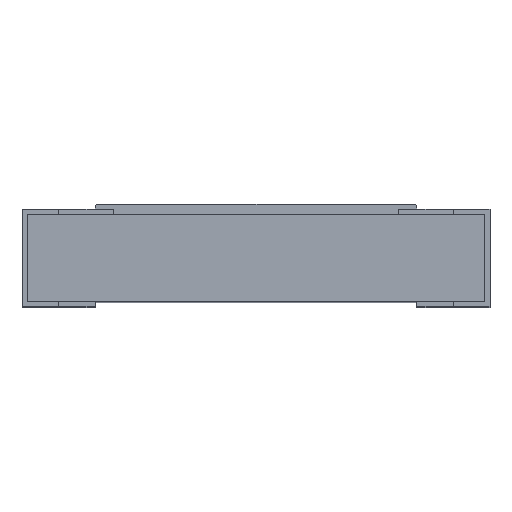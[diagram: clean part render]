
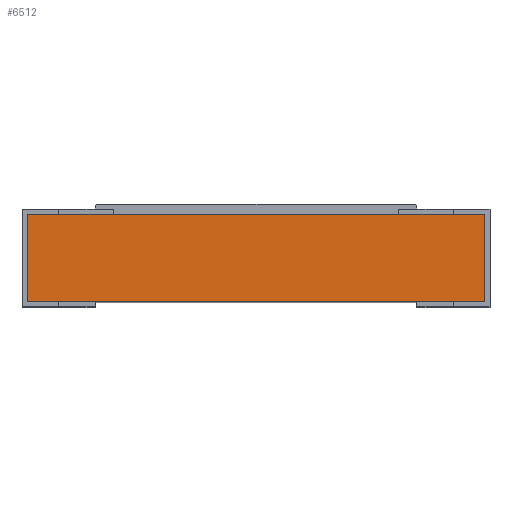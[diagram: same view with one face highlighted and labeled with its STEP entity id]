
A CAD part, top view. The second image highlights one B-rep face of the part: STEP entity #6512.
In plain terms, the highlighted face is planar.
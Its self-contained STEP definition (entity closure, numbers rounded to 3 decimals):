
#97 = DIRECTION ( 'NONE',  ( 0., 0., 1. ) ) ;
#295 = EDGE_LOOP ( 'NONE', ( #3832, #4082, #763, #3323 ) ) ;
#763 = ORIENTED_EDGE ( 'NONE', *, *, #7218, .T. ) ;
#1173 = CARTESIAN_POINT ( 'NONE',  ( 3.2, 0.035, 1.565 ) ) ;
#1518 = CARTESIAN_POINT ( 'NONE',  ( 3.2, 0.035, -1.565 ) ) ;
#1524 = DIRECTION ( 'NONE',  ( 0., -1., 0. ) ) ;
#1594 = LINE ( 'NONE', #4450, #5444 ) ;
#1806 = VERTEX_POINT ( 'NONE', #6171 ) ;
#2108 = EDGE_CURVE ( 'NONE', #5648, #1806, #1594, .T. ) ;
#2207 = LINE ( 'NONE', #1173, #3844 ) ;
#2361 = CARTESIAN_POINT ( 'NONE',  ( 3.2, 0.63, -1.565 ) ) ;
#2747 = VECTOR ( 'NONE', #1524, 1000. ) ;
#2797 = DIRECTION ( 'NONE',  ( 0., 0., -1. ) ) ;
#3316 = EDGE_CURVE ( 'NONE', #7051, #4998, #7042, .T. ) ;
#3323 = ORIENTED_EDGE ( 'NONE', *, *, #3316, .F. ) ;
#3399 = PLANE ( 'NONE',  #5613 ) ;
#3827 = LINE ( 'NONE', #7144, #7270 ) ;
#3832 = ORIENTED_EDGE ( 'NONE', *, *, #6725, .F. ) ;
#3844 = VECTOR ( 'NONE', #2797, 1000. ) ;
#4082 = ORIENTED_EDGE ( 'NONE', *, *, #2108, .T. ) ;
#4450 = CARTESIAN_POINT ( 'NONE',  ( 3.2, 7.754, 1.565 ) ) ;
#4743 = CARTESIAN_POINT ( 'NONE',  ( 3.2, 0.63, 1.565 ) ) ;
#4998 = VERTEX_POINT ( 'NONE', #1518 ) ;
#5123 = FACE_OUTER_BOUND ( 'NONE', #295, .T. ) ;
#5301 = CARTESIAN_POINT ( 'NONE',  ( 3.2, 7.754, -1.565 ) ) ;
#5444 = VECTOR ( 'NONE', #6147, 1000. ) ;
#5564 = DIRECTION ( 'NONE',  ( -1., 0., 0. ) ) ;
#5613 = AXIS2_PLACEMENT_3D ( 'NONE', #6781, #5564, #97 ) ;
#5648 = VERTEX_POINT ( 'NONE', #4743 ) ;
#6034 = DIRECTION ( 'NONE',  ( 0., 0., -1. ) ) ;
#6147 = DIRECTION ( 'NONE',  ( 0., -1., 0. ) ) ;
#6171 = CARTESIAN_POINT ( 'NONE',  ( 3.2, 0.035, 1.565 ) ) ;
#6512 = ADVANCED_FACE ( 'NONE', ( #5123 ), #3399, .F. ) ;
#6725 = EDGE_CURVE ( 'NONE', #5648, #7051, #3827, .T. ) ;
#6781 = CARTESIAN_POINT ( 'NONE',  ( 3.2, 7.754, 1.565 ) ) ;
#7042 = LINE ( 'NONE', #5301, #2747 ) ;
#7051 = VERTEX_POINT ( 'NONE', #2361 ) ;
#7144 = CARTESIAN_POINT ( 'NONE',  ( 3.2, 0.63, 1.565 ) ) ;
#7218 = EDGE_CURVE ( 'NONE', #1806, #4998, #2207, .T. ) ;
#7270 = VECTOR ( 'NONE', #6034, 1000. ) ;
